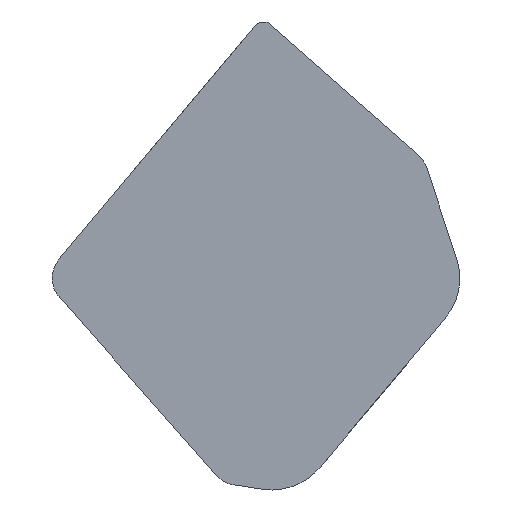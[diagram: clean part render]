
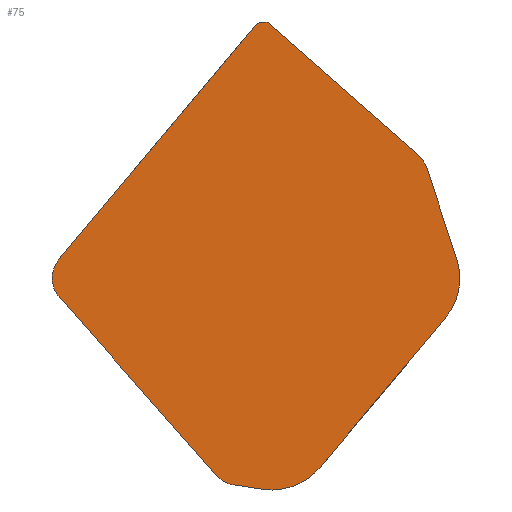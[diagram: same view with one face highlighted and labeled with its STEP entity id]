
A CAD part, top view. The second image highlights one B-rep face of the part: STEP entity #75.
In plain terms, the highlighted planar face has unit normal (0.067, -0.056, 0.996).
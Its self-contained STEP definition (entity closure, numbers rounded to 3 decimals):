
#55=PLANE('',#538);
#75=ADVANCED_FACE('',(#105),#55,.F.);
#105=FACE_OUTER_BOUND('',#130,.T.);
#130=EDGE_LOOP('',(#241,#242,#243,#244,#245,#246,#247,#248,#249,#250,#251,
#252));
#138=ELLIPSE('',#504,2.077,2.);
#147=ELLIPSE('',#534,1.038,1.);
#148=ELLIPSE('',#535,1.04,1.);
#149=ELLIPSE('',#536,1.039,1.);
#150=ELLIPSE('',#537,2.101,2.);
#241=ORIENTED_EDGE('',*,*,#336,.F.);
#242=ORIENTED_EDGE('',*,*,#322,.T.);
#243=ORIENTED_EDGE('',*,*,#375,.F.);
#244=ORIENTED_EDGE('',*,*,#376,.T.);
#245=ORIENTED_EDGE('',*,*,#327,.T.);
#246=ORIENTED_EDGE('',*,*,#377,.T.);
#247=ORIENTED_EDGE('',*,*,#331,.T.);
#248=ORIENTED_EDGE('',*,*,#378,.T.);
#249=ORIENTED_EDGE('',*,*,#323,.T.);
#250=ORIENTED_EDGE('',*,*,#379,.T.);
#251=ORIENTED_EDGE('',*,*,#354,.F.);
#252=ORIENTED_EDGE('',*,*,#380,.T.);
#278=VERTEX_POINT('',#724);
#280=VERTEX_POINT('',#728);
#281=VERTEX_POINT('',#732);
#282=VERTEX_POINT('',#733);
#285=VERTEX_POINT('',#741);
#286=VERTEX_POINT('',#742);
#289=VERTEX_POINT('',#750);
#290=VERTEX_POINT('',#751);
#294=VERTEX_POINT('',#761);
#307=VERTEX_POINT('',#794);
#308=VERTEX_POINT('',#795);
#318=VERTEX_POINT('',#837);
#322=EDGE_CURVE('',#278,#280,#138,.T.);
#323=EDGE_CURVE('',#281,#282,#384,.T.);
#327=EDGE_CURVE('',#285,#286,#388,.T.);
#331=EDGE_CURVE('',#289,#290,#392,.T.);
#336=EDGE_CURVE('',#278,#294,#397,.T.);
#354=EDGE_CURVE('',#307,#308,#407,.T.);
#375=EDGE_CURVE('',#318,#280,#424,.T.);
#376=EDGE_CURVE('',#318,#285,#147,.T.);
#377=EDGE_CURVE('',#286,#289,#425,.T.);
#378=EDGE_CURVE('',#290,#281,#148,.T.);
#379=EDGE_CURVE('',#282,#308,#149,.T.);
#380=EDGE_CURVE('',#307,#294,#150,.T.);
#384=LINE('',#731,#429);
#388=LINE('',#740,#433);
#392=LINE('',#749,#437);
#397=LINE('',#760,#442);
#407=LINE('',#793,#452);
#424=LINE('',#836,#469);
#425=LINE('',#839,#470);
#429=VECTOR('',#559,1.);
#433=VECTOR('',#565,1.);
#437=VECTOR('',#571,1.);
#442=VECTOR('',#578,1.);
#452=VECTOR('',#608,1.);
#469=VECTOR('',#655,1.);
#470=VECTOR('',#658,1.);
#504=AXIS2_PLACEMENT_3D('',#729,#555,#556);
#534=AXIS2_PLACEMENT_3D('',#838,#656,#657);
#535=AXIS2_PLACEMENT_3D('',#840,#659,#660);
#536=AXIS2_PLACEMENT_3D('',#841,#661,#662);
#537=AXIS2_PLACEMENT_3D('',#842,#663,#664);
#538=AXIS2_PLACEMENT_3D('',#843,#665,#666);
#555=DIRECTION('',(0.067,-0.056,0.996));
#556=DIRECTION('',(0.372,0.928,0.027));
#559=DIRECTION('',(0.658,-0.748,-0.086));
#565=DIRECTION('',(-0.748,0.658,0.087));
#571=DIRECTION('',(-0.643,-0.766,0.));
#578=DIRECTION('',(-0.643,-0.766,0.));
#608=DIRECTION('',(-0.985,0.153,0.075));
#655=DIRECTION('',(0.311,-0.947,-0.074));
#656=DIRECTION('',(0.067,-0.056,0.996));
#657=DIRECTION('',(0.372,0.928,0.027));
#658=DIRECTION('',(-0.991,-0.119,0.06));
#659=DIRECTION('',(0.067,-0.056,0.996));
#660=DIRECTION('',(0.845,0.534,-0.027));
#661=DIRECTION('',(0.067,-0.056,0.996));
#662=DIRECTION('',(-0.739,-0.674,0.012));
#663=DIRECTION('',(0.067,-0.056,0.996));
#664=DIRECTION('',(-0.826,-0.564,0.024));
#665=DIRECTION('',(-0.067,0.056,-0.996));
#666=DIRECTION('',(-0.998,0.,0.067));
#724=CARTESIAN_POINT('',(6.129,-1.641,-0.972));
#728=CARTESIAN_POINT('',(6.529,0.392,-0.884));
#729=CARTESIAN_POINT('',(4.626,-0.32,-0.797));
#731=CARTESIAN_POINT('',(-5.002,-3.372,-0.324));
#732=CARTESIAN_POINT('',(-7.175,-0.9,-0.039));
#733=CARTESIAN_POINT('',(-1.758,-7.061,-0.749));
#740=CARTESIAN_POINT('',(0.094,8.476,0.002));
#741=CARTESIAN_POINT('',(5.208,3.979,-0.594));
#742=CARTESIAN_POINT('',(-0.009,8.566,0.014));
#749=CARTESIAN_POINT('',(-5.668,2.19,0.034));
#750=CARTESIAN_POINT('',(-0.353,8.524,0.035));
#751=CARTESIAN_POINT('',(-7.169,0.402,0.034));
#760=CARTESIAN_POINT('',(5.668,-2.191,-0.972));
#761=CARTESIAN_POINT('',(1.822,-6.774,-0.972));
#793=CARTESIAN_POINT('',(-1.934,-7.259,-0.748));
#794=CARTESIAN_POINT('',(-0.166,-7.535,-0.882));
#795=CARTESIAN_POINT('',(-1.178,-7.377,-0.805));
#836=CARTESIAN_POINT('',(5.187,4.477,-0.564));
#837=CARTESIAN_POINT('',(5.494,3.542,-0.638));
#838=CARTESIAN_POINT('',(4.543,3.186,-0.594));
#839=CARTESIAN_POINT('',(-0.936,8.454,0.07));
#840=CARTESIAN_POINT('',(-6.387,-0.223,-0.054));
#841=CARTESIAN_POINT('',(-0.979,-6.373,-0.762));
#842=CARTESIAN_POINT('',(0.256,-5.529,-0.797));
#843=CARTESIAN_POINT('',(-7.204,0.36,0.034));
